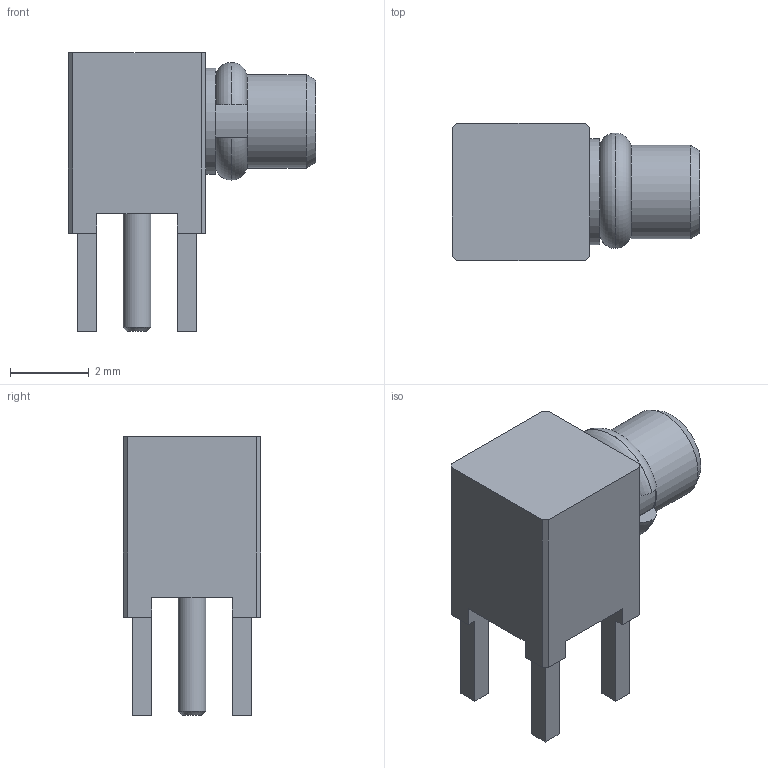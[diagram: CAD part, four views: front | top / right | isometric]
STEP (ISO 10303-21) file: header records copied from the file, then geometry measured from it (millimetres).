
FILE_DESCRIPTION(/* description */ ('Unknown'),/* implementation_level */ '2;1');
FILE_NAME(/* name */ '66013002121501',/* time_stamp */ '2019-04-01T17:04:26+02:00',/* author */ ('Unknown'),/* organization */ ('Unknown'),/* preprocessor_version */ 'ST-DEVELOPER v16.7',/* originating_system */ 'DEX',/* authorisation */ $);
FILE_SCHEMA (('AUTOMOTIVE_DESIGN {1 0 10303 214 3 1 1}'));
Length unit declared in the file: millimetre
Products named in the file (1): 66013002121501
Bounding box: 6.3 x 3.5 x 7.1 mm (x, y, z)
Volume: 65.7 mm3; surface area: 164.1 mm2
Topology: 2 solids, 2 shells, 65 faces, 159 edges, 106 vertices
Faces by surface type: plane 44, cylinder 11, cone 8, torus 2
Full cylindrical faces by diameter (mm): 0.4 x1, 0.5 x1, 0.7 x1, 1.54 x1, 1.6 x1, 2.25 x1, 2.32 x1, 2.38 x1, 2.7 x1
Entity records: 2182 total; most frequent: CARTESIAN_POINT 308, DIRECTION 290, ORIENTED_EDGE 266, EDGE_CURVE 133, LINE 100, VECTOR 100, VERTEX_POINT 97, AXIS2_PLACEMENT_3D 95
